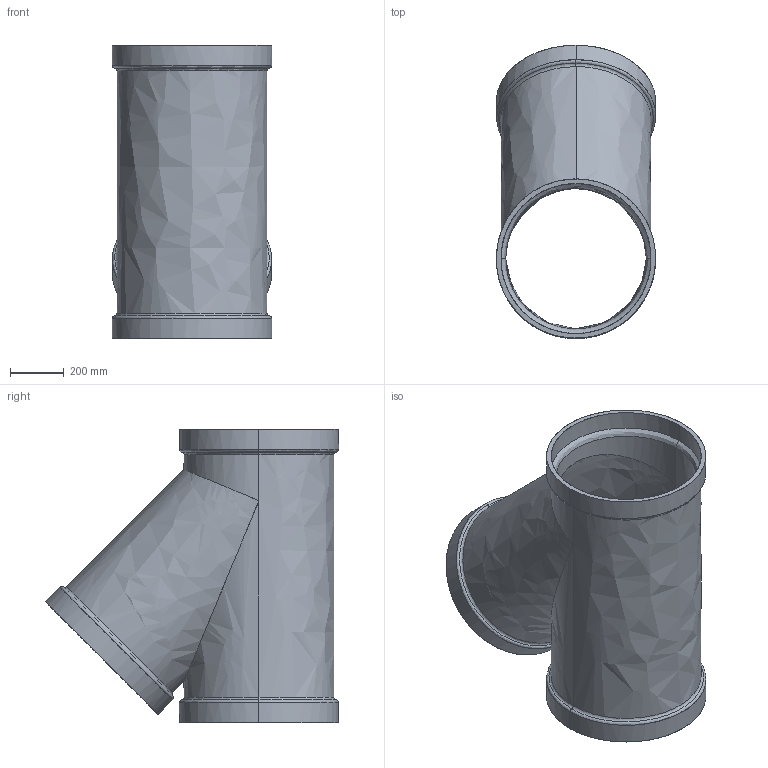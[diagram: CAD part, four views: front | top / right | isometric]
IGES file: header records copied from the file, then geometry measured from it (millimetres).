
Start section: SolidWorks IGES file using NURBS representation for surfaces
Global section: file name: PVCW22.IGS; native system: SolidWorks 2022; preprocessor: SolidWorks 2022; author: Cullen; date: 230415.141006; units: inch
Bounding box: 593.7 x 1092.72 x 1095.38 mm (x, y, z)
Surface area: 5121927.3 mm2 (no closed solid volume)
Topology: 0 solids, 0 shells, 43 faces, 958 edges, 1050 vertices
Faces by surface type: bspline 43
